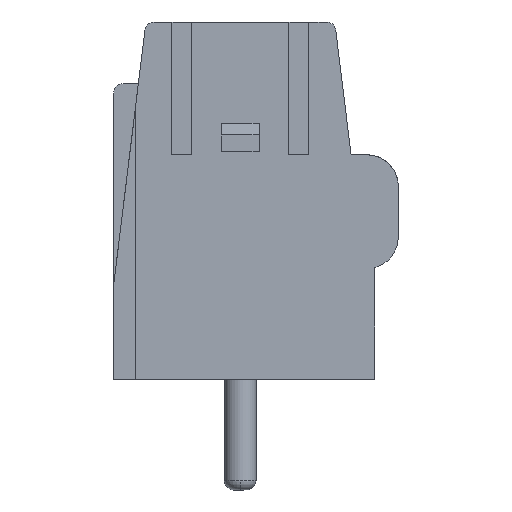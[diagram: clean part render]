
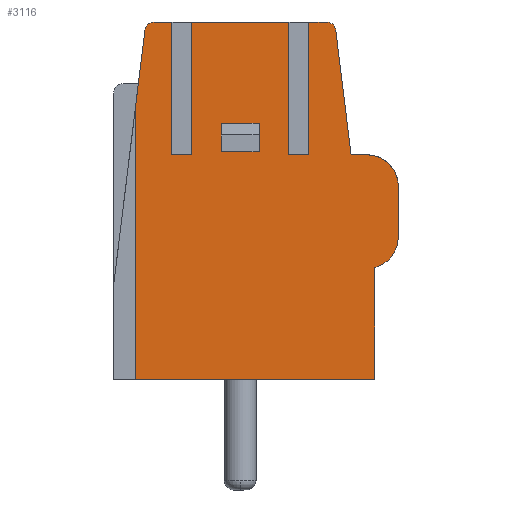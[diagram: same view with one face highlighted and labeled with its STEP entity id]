
A CAD part, left-side view. The second image highlights one B-rep face of the part: STEP entity #3116.
In plain terms, the highlighted planar face has unit normal (-1, 0, 0).
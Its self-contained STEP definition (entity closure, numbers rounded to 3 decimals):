
#3116=ADVANCED_FACE('',(#6466,#6467),#6468,.T.);
#3148=EDGE_CURVE('',#6517,#6518,#6519,.T.);
#3176=EDGE_CURVE('',#6564,#6565,#6566,.T.);
#3186=EDGE_CURVE('',#6581,#6578,#6582,.T.);
#3188=EDGE_CURVE('',#6584,#6585,#6586,.T.);
#3644=EDGE_CURVE('',#7206,#7209,#7210,.T.);
#3656=EDGE_CURVE('',#6565,#7206,#7225,.T.);
#3668=EDGE_CURVE('',#7239,#6584,#7242,.T.);
#3672=EDGE_CURVE('',#7209,#7247,#7248,.T.);
#3688=EDGE_CURVE('',#7252,#7265,#7268,.T.);
#3710=EDGE_CURVE('',#7296,#7265,#7299,.T.);
#3716=EDGE_CURVE('',#7308,#7305,#7309,.T.);
#3728=EDGE_CURVE('',#7296,#6581,#7322,.T.);
#3758=EDGE_CURVE('',#7363,#6564,#7366,.T.);
#3760=EDGE_CURVE('',#7368,#6578,#7369,.T.);
#3762=EDGE_CURVE('',#6585,#7371,#7372,.T.);
#3774=EDGE_CURVE('',#7384,#7387,#7388,.T.);
#3792=EDGE_CURVE('',#6518,#7363,#7407,.T.);
#3798=EDGE_CURVE('',#7239,#7247,#7413,.T.);
#3806=EDGE_CURVE('',#7308,#7417,#7423,.T.);
#3834=EDGE_CURVE('',#7458,#7455,#7459,.T.);
#3844=EDGE_CURVE('',#7252,#6517,#7470,.T.);
#3848=EDGE_CURVE('',#7472,#7305,#7475,.T.);
#3860=EDGE_CURVE('',#7488,#7485,#7489,.T.);
#3864=EDGE_CURVE('',#7485,#7387,#7493,.T.);
#3866=EDGE_CURVE('',#7384,#7458,#7495,.T.);
#3868=EDGE_CURVE('',#7455,#7371,#7497,.T.);
#3870=EDGE_CURVE('',#7368,#7488,#7499,.T.);
#3872=EDGE_CURVE('',#7472,#7417,#7501,.T.);
#6466=FACE_OUTER_BOUND('',#12137,.T.);
#6467=FACE_BOUND('',#12138,.T.);
#6468=PLANE('',#12139);
#6517=VERTEX_POINT('',#12193);
#6518=VERTEX_POINT('',#12194);
#6519=CIRCLE('',#12195,1.0);
#6564=VERTEX_POINT('',#12357);
#6565=VERTEX_POINT('',#12358);
#6566=CIRCLE('',#12359,1.0);
#6578=VERTEX_POINT('',#12376);
#6581=VERTEX_POINT('',#12381);
#6582=CIRCLE('',#12382,0.3);
#6584=VERTEX_POINT('',#12385);
#6585=VERTEX_POINT('',#12386);
#6586=CIRCLE('',#12387,0.3);
#7206=VERTEX_POINT('',#13597);
#7209=VERTEX_POINT('',#13602);
#7210=LINE('',#13603,#13604);
#7225=LINE('',#13630,#13631);
#7239=VERTEX_POINT('',#13654);
#7242=CIRCLE('',#13659,0.3);
#7247=VERTEX_POINT('',#13667);
#7248=LINE('',#13668,#13669);
#7252=VERTEX_POINT('',#13676);
#7265=VERTEX_POINT('',#13699);
#7268=LINE('',#13704,#13705);
#7296=VERTEX_POINT('',#13752);
#7299=LINE('',#13757,#13758);
#7305=VERTEX_POINT('',#13767);
#7308=VERTEX_POINT('',#13772);
#7309=LINE('',#13773,#13774);
#7322=CIRCLE('',#13798,0.3);
#7363=VERTEX_POINT('',#13865);
#7366=CIRCLE('',#13870,1.0);
#7368=VERTEX_POINT('',#13873);
#7369=LINE('',#13874,#13875);
#7371=VERTEX_POINT('',#13878);
#7372=LINE('',#13879,#13880);
#7384=VERTEX_POINT('',#13901);
#7387=VERTEX_POINT('',#13906);
#7388=LINE('',#13907,#13908);
#7407=LINE('',#14039,#14040);
#7413=LINE('',#14051,#14052);
#7417=VERTEX_POINT('',#14058);
#7423=LINE('',#14068,#14069);
#7455=VERTEX_POINT('',#14126);
#7458=VERTEX_POINT('',#14131);
#7459=LINE('',#14132,#14133);
#7470=CIRCLE('',#14152,1.0);
#7472=VERTEX_POINT('',#14155);
#7475=LINE('',#14160,#14161);
#7485=VERTEX_POINT('',#14180);
#7488=VERTEX_POINT('',#14185);
#7489=LINE('',#14186,#14187);
#7493=LINE('',#14194,#14195);
#7495=LINE('',#14198,#14199);
#7497=LINE('',#14202,#14203);
#7499=LINE('',#14206,#14207);
#7501=LINE('',#14210,#14211);
#12137=EDGE_LOOP('',(#18409,#18410,#18411,#18412,#18413,#18414,#18415,#18416,#18417,#18418,#18419,#18420,#18421,#18422,#18423,#18424,#18425,#18426,#18427,#18428,#18429,#18430,#18431,#18432));
#12138=EDGE_LOOP('',(#18433,#18434,#18435,#18436));
#12139=AXIS2_PLACEMENT_3D('',#18437,#18438,#18439);
#12193=CARTESIAN_POINT('',(0.,0.244,7.1));
#12194=CARTESIAN_POINT('',(0.,-0.75,6.1));
#12195=AXIS2_PLACEMENT_3D('',#18545,#18546,#18547);
#12357=CARTESIAN_POINT('',(0.,-0.75,4.486));
#12358=CARTESIAN_POINT('',(0.,0.,3.532));
#12359=AXIS2_PLACEMENT_3D('',#18573,#18574,#18575);
#12376=CARTESIAN_POINT('',(0.,1.525,11.3));
#12381=CARTESIAN_POINT('',(0.,1.228,11.04));
#12382=AXIS2_PLACEMENT_3D('',#18584,#18585,#18586);
#12385=CARTESIAN_POINT('',(0.,7.263,11.04));
#12386=CARTESIAN_POINT('',(0.,6.965,11.3));
#12387=AXIS2_PLACEMENT_3D('',#18587,#18588,#18589);
#13597=CARTESIAN_POINT('',(0.,0.,0.0));
#13602=CARTESIAN_POINT('',(0.,7.55,0.));
#13603=CARTESIAN_POINT('',(0.,0.,0.));
#13604=VECTOR('',#18927,1.0);
#13630=CARTESIAN_POINT('',(0.,0.,3.532));
#13631=VECTOR('',#18933,1.0);
#13654=CARTESIAN_POINT('',(0.,7.263,11.037));
#13659=AXIS2_PLACEMENT_3D('',#18939,#18940,#18941);
#13667=CARTESIAN_POINT('',(0.,7.55,8.701));
#13668=CARTESIAN_POINT('',(0.,7.55,0.));
#13669=VECTOR('',#18943,1.0);
#13676=CARTESIAN_POINT('',(0.,0.25,7.1));
#13699=CARTESIAN_POINT('',(0.,0.744,7.1));
#13704=CARTESIAN_POINT('',(0.,0.25,7.1));
#13705=VECTOR('',#18951,1.0);
#13752=CARTESIAN_POINT('',(0.,1.227,11.037));
#13757=CARTESIAN_POINT('',(0.,1.227,11.037));
#13758=VECTOR('',#18962,1.0);
#13767=CARTESIAN_POINT('',(0.,3.65,8.1));
#13772=CARTESIAN_POINT('',(0.,4.85,8.1));
#13773=CARTESIAN_POINT('',(0.,4.85,8.1));
#13774=VECTOR('',#18965,1.0);
#13798=AXIS2_PLACEMENT_3D('',#18971,#18972,#18973);
#13865=CARTESIAN_POINT('',(0.,-0.75,4.5));
#13870=AXIS2_PLACEMENT_3D('',#18990,#18991,#18992);
#13873=CARTESIAN_POINT('',(0.,2.09,11.3));
#13874=CARTESIAN_POINT('',(0.,2.09,11.3));
#13875=VECTOR('',#18993,1.0);
#13878=CARTESIAN_POINT('',(0.,6.41,11.3));
#13879=CARTESIAN_POINT('',(0.,6.965,11.3));
#13880=VECTOR('',#18994,1.0);
#13901=CARTESIAN_POINT('',(0.,5.79,11.3));
#13906=CARTESIAN_POINT('',(0.,2.71,11.3));
#13907=CARTESIAN_POINT('',(0.,5.79,11.3));
#13908=VECTOR('',#19000,1.0);
#14039=CARTESIAN_POINT('',(0.,-0.75,6.1));
#14040=VECTOR('',#19011,1.0);
#14051=CARTESIAN_POINT('',(0.,7.263,11.037));
#14052=VECTOR('',#19014,1.0);
#14058=CARTESIAN_POINT('',(0.,4.85,7.2));
#14068=CARTESIAN_POINT('',(0.,4.85,8.1));
#14069=VECTOR('',#19020,1.0);
#14126=CARTESIAN_POINT('',(0.,6.41,7.1));
#14131=CARTESIAN_POINT('',(0.,5.79,7.1));
#14132=CARTESIAN_POINT('',(0.,5.79,7.1));
#14133=VECTOR('',#19034,1.0);
#14152=AXIS2_PLACEMENT_3D('',#19041,#19042,#19043);
#14155=CARTESIAN_POINT('',(0.,3.65,7.2));
#14160=CARTESIAN_POINT('',(0.,3.65,7.2));
#14161=VECTOR('',#19045,1.0);
#14180=CARTESIAN_POINT('',(0.,2.71,7.1));
#14185=CARTESIAN_POINT('',(0.,2.09,7.1));
#14186=CARTESIAN_POINT('',(0.,2.09,7.1));
#14187=VECTOR('',#19051,1.0);
#14194=CARTESIAN_POINT('',(0.,2.71,7.1));
#14195=VECTOR('',#19053,1.0);
#14198=CARTESIAN_POINT('',(0.,5.79,11.3));
#14199=VECTOR('',#19054,1.0);
#14202=CARTESIAN_POINT('',(0.,6.41,7.1));
#14203=VECTOR('',#19055,1.0);
#14206=CARTESIAN_POINT('',(0.,2.09,11.3));
#14207=VECTOR('',#19056,1.0);
#14210=CARTESIAN_POINT('',(0.,3.65,7.2));
#14211=VECTOR('',#19057,1.0);
#18409=ORIENTED_EDGE('',*,*,#3860,.T.);
#18410=ORIENTED_EDGE('',*,*,#3864,.T.);
#18411=ORIENTED_EDGE('',*,*,#3774,.F.);
#18412=ORIENTED_EDGE('',*,*,#3866,.T.);
#18413=ORIENTED_EDGE('',*,*,#3834,.T.);
#18414=ORIENTED_EDGE('',*,*,#3868,.T.);
#18415=ORIENTED_EDGE('',*,*,#3762,.F.);
#18416=ORIENTED_EDGE('',*,*,#3188,.F.);
#18417=ORIENTED_EDGE('',*,*,#3668,.F.);
#18418=ORIENTED_EDGE('',*,*,#3798,.T.);
#18419=ORIENTED_EDGE('',*,*,#3672,.F.);
#18420=ORIENTED_EDGE('',*,*,#3644,.F.);
#18421=ORIENTED_EDGE('',*,*,#3656,.F.);
#18422=ORIENTED_EDGE('',*,*,#3176,.F.);
#18423=ORIENTED_EDGE('',*,*,#3758,.F.);
#18424=ORIENTED_EDGE('',*,*,#3792,.F.);
#18425=ORIENTED_EDGE('',*,*,#3148,.F.);
#18426=ORIENTED_EDGE('',*,*,#3844,.F.);
#18427=ORIENTED_EDGE('',*,*,#3688,.T.);
#18428=ORIENTED_EDGE('',*,*,#3710,.F.);
#18429=ORIENTED_EDGE('',*,*,#3728,.T.);
#18430=ORIENTED_EDGE('',*,*,#3186,.T.);
#18431=ORIENTED_EDGE('',*,*,#3760,.F.);
#18432=ORIENTED_EDGE('',*,*,#3870,.T.);
#18433=ORIENTED_EDGE('',*,*,#3806,.F.);
#18434=ORIENTED_EDGE('',*,*,#3716,.T.);
#18435=ORIENTED_EDGE('',*,*,#3848,.F.);
#18436=ORIENTED_EDGE('',*,*,#3872,.T.);
#18437=CARTESIAN_POINT('',(0.,7.758,-0.283));
#18438=DIRECTION('',(-1.0,0.0,0.0));
#18439=DIRECTION('',(0.0,0.0,1.0));
#18545=CARTESIAN_POINT('',(0.,0.25,6.1));
#18546=DIRECTION('',(1.0,0.0,-0.0));
#18547=DIRECTION('',(0.0,0.,1.0));
#18573=CARTESIAN_POINT('',(0.,0.25,4.5));
#18574=DIRECTION('',(1.0,0.0,0.0));
#18575=DIRECTION('',(0.0,-1.0,0.0));
#18584=CARTESIAN_POINT('',(0.,1.525,11.0));
#18585=DIRECTION('',(-1.0,0.0,0.0));
#18586=DIRECTION('',(0.0,-0.993,0.122));
#18587=CARTESIAN_POINT('',(0.,6.965,11.0));
#18588=DIRECTION('',(1.0,0.0,-0.0));
#18589=DIRECTION('',(0.0,0.993,0.122));
#18927=DIRECTION('',(0.0,1.0,0.));
#18933=DIRECTION('',(0.0,0.0,-1.0));
#18939=CARTESIAN_POINT('',(0.,6.965,11.0));
#18940=DIRECTION('',(1.0,0.0,-0.0));
#18941=DIRECTION('',(0.0,0.993,0.122));
#18943=DIRECTION('',(0.0,0.,1.0));
#18951=DIRECTION('',(0.0,1.0,0.0));
#18962=DIRECTION('',(-0.0,-0.122,-0.993));
#18965=DIRECTION('',(0.0,-1.0,0.));
#18971=CARTESIAN_POINT('',(0.,1.525,11.0));
#18972=DIRECTION('',(-1.0,0.0,0.0));
#18973=DIRECTION('',(0.0,-0.993,0.122));
#18990=CARTESIAN_POINT('',(0.,0.25,4.5));
#18991=DIRECTION('',(1.0,0.0,0.0));
#18992=DIRECTION('',(0.0,-1.0,0.0));
#18993=DIRECTION('',(0.0,-1.0,0.0));
#18994=DIRECTION('',(0.0,-1.0,0.0));
#19000=DIRECTION('',(0.0,-1.0,0.0));
#19011=DIRECTION('',(0.0,0.0,-1.0));
#19014=DIRECTION('',(0.0,0.122,-0.993));
#19020=DIRECTION('',(0.0,0.,-1.0));
#19034=DIRECTION('',(0.0,1.0,0.0));
#19041=CARTESIAN_POINT('',(0.,0.25,6.1));
#19042=DIRECTION('',(1.0,0.0,-0.0));
#19043=DIRECTION('',(0.0,0.,1.0));
#19045=DIRECTION('',(0.0,0.,1.0));
#19051=DIRECTION('',(0.0,1.0,0.0));
#19053=DIRECTION('',(0.0,0.0,1.0));
#19054=DIRECTION('',(0.0,0.0,-1.0));
#19055=DIRECTION('',(0.0,0.0,1.0));
#19056=DIRECTION('',(0.0,0.0,-1.0));
#19057=DIRECTION('',(0.0,1.0,0.0));
